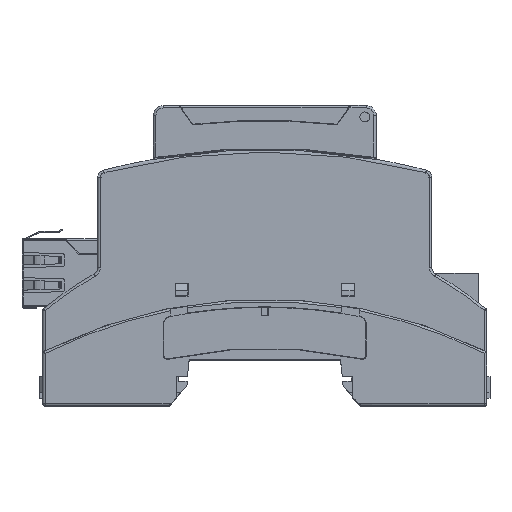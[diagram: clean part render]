
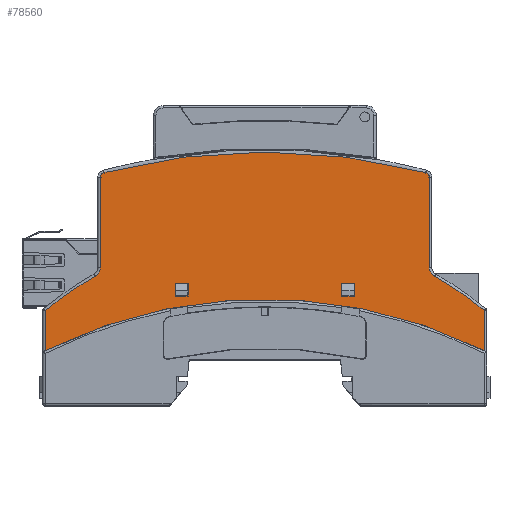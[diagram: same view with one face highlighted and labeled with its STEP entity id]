
A CAD part, top view. The second image highlights one B-rep face of the part: STEP entity #78560.
In plain terms, the highlighted face is planar.
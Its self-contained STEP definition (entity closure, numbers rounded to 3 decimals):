
#75295=CARTESIAN_POINT('',(-38.9,-42.477,-71.9));
#75296=VERTEX_POINT('',#75295);
#75297=CARTESIAN_POINT('',(-38.9,-24.257,-71.9));
#75298=VERTEX_POINT('',#75297);
#75299=CARTESIAN_POINT('',(-38.9,-42.477,-71.9));
#75300=DIRECTION('',(0.,1.,-0.));
#75301=VECTOR('',#75300,18.22);
#75302=LINE('',#75299,#75301);
#75303=EDGE_CURVE('',#75296,#75298,#75302,.T.);
#77415=CARTESIAN_POINT('',(27.6,-42.477,-71.9));
#77416=VERTEX_POINT('',#77415);
#77417=CARTESIAN_POINT('',(27.6,-24.257,-71.9));
#77418=VERTEX_POINT('',#77417);
#77419=CARTESIAN_POINT('',(27.6,-42.477,-71.9));
#77420=DIRECTION('',(0.,1.,-0.));
#77421=VECTOR('',#77420,18.22);
#77422=LINE('',#77419,#77421);
#77423=EDGE_CURVE('',#77416,#77418,#77422,.T.);
#78399=CARTESIAN_POINT('',(12.696,-40.289,-71.9));
#78400=DIRECTION('',(0.,0.,1.));
#78401=DIRECTION('',(1.,0.,0.));
#78402=AXIS2_PLACEMENT_3D('',#78399,#78400,#78401);
#78403=PLANE('',#78402);
#78404=CARTESIAN_POINT('',(-38.152,-43.445,-71.9));
#78405=VERTEX_POINT('',#78404);
#78406=CARTESIAN_POINT('',(26.852,-43.445,-71.9));
#78407=VERTEX_POINT('',#78406);
#78408=CARTESIAN_POINT('',(-5.65,81.6,-71.9));
#78409=DIRECTION('',(-0.,0.,1.));
#78410=DIRECTION('',(-0.252,-0.968,0.));
#78411=AXIS2_PLACEMENT_3D('',#78408,#78409,#78410);
#78412=CIRCLE('',#78411,129.2);
#78413=EDGE_CURVE('',#78405,#78407,#78412,.T.);
#78414=ORIENTED_EDGE('',*,*,#78413,.F.);
#78415=CARTESIAN_POINT('',(-37.9,-42.477,-71.9));
#78416=DIRECTION('',(-0.,0.,-1.));
#78417=DIRECTION('',(-0.252,-0.968,0.));
#78418=AXIS2_PLACEMENT_3D('',#78415,#78416,#78417);
#78419=CIRCLE('',#78418,1.);
#78420=EDGE_CURVE('',#78405,#75296,#78419,.T.);
#78421=ORIENTED_EDGE('',*,*,#78420,.T.);
#78422=ORIENTED_EDGE('',*,*,#75303,.T.);
#78423=CARTESIAN_POINT('',(-39.914,-22.517,-71.9));
#78424=VERTEX_POINT('',#78423);
#78425=CARTESIAN_POINT('',(-40.9,-24.257,-71.9));
#78426=DIRECTION('',(-0.,0.,-1.));
#78427=DIRECTION('',(0.493,0.87,0.));
#78428=AXIS2_PLACEMENT_3D('',#78425,#78426,#78427);
#78429=CIRCLE('',#78428,2.);
#78430=EDGE_CURVE('',#78424,#75298,#78429,.T.);
#78431=ORIENTED_EDGE('',*,*,#78430,.F.);
#78432=CARTESIAN_POINT('',(-50.,-15.56,-71.9));
#78433=VERTEX_POINT('',#78432);
#78434=CARTESIAN_POINT('',(-5.65,37.95,-71.9));
#78435=DIRECTION('',(-0.,-0.,-1.));
#78436=DIRECTION('',(-0.493,-0.87,0.));
#78437=AXIS2_PLACEMENT_3D('',#78434,#78435,#78436);
#78438=CIRCLE('',#78437,69.5);
#78439=EDGE_CURVE('',#78424,#78433,#78438,.T.);
#78440=ORIENTED_EDGE('',*,*,#78439,.T.);
#78441=CARTESIAN_POINT('',(-50.,-7.469,-71.9));
#78442=VERTEX_POINT('',#78441);
#78443=CARTESIAN_POINT('',(-50.,-15.56,-71.9));
#78444=DIRECTION('',(0.,1.,-0.));
#78445=VECTOR('',#78444,8.091);
#78446=LINE('',#78443,#78445);
#78447=EDGE_CURVE('',#78433,#78442,#78446,.T.);
#78448=ORIENTED_EDGE('',*,*,#78447,.T.);
#78449=CARTESIAN_POINT('',(38.7,-7.469,-71.9));
#78450=VERTEX_POINT('',#78449);
#78451=CARTESIAN_POINT('',(-5.65,81.6,-71.9));
#78452=DIRECTION('',(-0.,-0.,-1.));
#78453=DIRECTION('',(0.446,-0.895,0.));
#78454=AXIS2_PLACEMENT_3D('',#78451,#78452,#78453);
#78455=CIRCLE('',#78454,99.5);
#78456=EDGE_CURVE('',#78450,#78442,#78455,.T.);
#78457=ORIENTED_EDGE('',*,*,#78456,.F.);
#78458=CARTESIAN_POINT('',(38.7,-15.56,-71.9));
#78459=VERTEX_POINT('',#78458);
#78460=CARTESIAN_POINT('',(38.7,-15.56,-71.9));
#78461=DIRECTION('',(0.,1.,-0.));
#78462=VECTOR('',#78461,8.091);
#78463=LINE('',#78460,#78462);
#78464=EDGE_CURVE('',#78459,#78450,#78463,.T.);
#78465=ORIENTED_EDGE('',*,*,#78464,.F.);
#78466=CARTESIAN_POINT('',(28.614,-22.517,-71.9));
#78467=VERTEX_POINT('',#78466);
#78468=CARTESIAN_POINT('',(-5.65,37.95,-71.9));
#78469=DIRECTION('',(-0.,0.,1.));
#78470=DIRECTION('',(0.493,-0.87,0.));
#78471=AXIS2_PLACEMENT_3D('',#78468,#78469,#78470);
#78472=CIRCLE('',#78471,69.5);
#78473=EDGE_CURVE('',#78467,#78459,#78472,.T.);
#78474=ORIENTED_EDGE('',*,*,#78473,.F.);
#78475=CARTESIAN_POINT('',(29.6,-24.257,-71.9));
#78476=DIRECTION('',(0.,0.,1.));
#78477=DIRECTION('',(-0.493,0.87,0.));
#78478=AXIS2_PLACEMENT_3D('',#78475,#78476,#78477);
#78479=CIRCLE('',#78478,2.);
#78480=EDGE_CURVE('',#78467,#77418,#78479,.T.);
#78481=ORIENTED_EDGE('',*,*,#78480,.T.);
#78482=ORIENTED_EDGE('',*,*,#77423,.F.);
#78483=CARTESIAN_POINT('',(26.6,-42.477,-71.9));
#78484=DIRECTION('',(0.,-0.,-1.));
#78485=DIRECTION('',(1.,0.,0.));
#78486=AXIS2_PLACEMENT_3D('',#78483,#78484,#78485);
#78487=CIRCLE('',#78486,1.);
#78488=EDGE_CURVE('',#77416,#78407,#78487,.T.);
#78489=ORIENTED_EDGE('',*,*,#78488,.T.);
#78490=EDGE_LOOP('',(#78414,#78421,#78422,#78431,#78440,#78448,#78457,#78465,#78474,#78481,#78482,#78489));
#78491=FACE_BOUND('',#78490,.T.);
#78492=CARTESIAN_POINT('',(9.85,-21.1,-71.9));
#78493=VERTEX_POINT('',#78492);
#78494=CARTESIAN_POINT('',(9.85,-18.5,-71.9));
#78495=VERTEX_POINT('',#78494);
#78496=CARTESIAN_POINT('',(9.85,-21.1,-71.9));
#78497=DIRECTION('',(-0.,1.,-0.));
#78498=VECTOR('',#78497,2.6);
#78499=LINE('',#78496,#78498);
#78500=EDGE_CURVE('',#78493,#78495,#78499,.T.);
#78501=ORIENTED_EDGE('',*,*,#78500,.F.);
#78502=CARTESIAN_POINT('',(12.45,-21.1,-71.9));
#78503=VERTEX_POINT('',#78502);
#78504=CARTESIAN_POINT('',(12.45,-21.1,-71.9));
#78505=DIRECTION('',(-1.,-0.,0.));
#78506=VECTOR('',#78505,2.6);
#78507=LINE('',#78504,#78506);
#78508=EDGE_CURVE('',#78503,#78493,#78507,.T.);
#78509=ORIENTED_EDGE('',*,*,#78508,.F.);
#78510=CARTESIAN_POINT('',(12.45,-18.5,-71.9));
#78511=VERTEX_POINT('',#78510);
#78512=CARTESIAN_POINT('',(12.45,-18.5,-71.9));
#78513=DIRECTION('',(0.,-1.,0.));
#78514=VECTOR('',#78513,2.6);
#78515=LINE('',#78512,#78514);
#78516=EDGE_CURVE('',#78511,#78503,#78515,.T.);
#78517=ORIENTED_EDGE('',*,*,#78516,.F.);
#78518=CARTESIAN_POINT('',(9.85,-18.5,-71.9));
#78519=DIRECTION('',(1.,0.,-0.));
#78520=VECTOR('',#78519,2.6);
#78521=LINE('',#78518,#78520);
#78522=EDGE_CURVE('',#78495,#78511,#78521,.T.);
#78523=ORIENTED_EDGE('',*,*,#78522,.F.);
#78524=EDGE_LOOP('',(#78501,#78509,#78517,#78523));
#78525=FACE_BOUND('',#78524,.T.);
#78526=CARTESIAN_POINT('',(-21.15,-18.5,-71.9));
#78527=VERTEX_POINT('',#78526);
#78528=CARTESIAN_POINT('',(-23.75,-18.5,-71.9));
#78529=VERTEX_POINT('',#78528);
#78530=CARTESIAN_POINT('',(-21.15,-18.5,-71.9));
#78531=DIRECTION('',(-1.,0.,0.));
#78532=VECTOR('',#78531,2.6);
#78533=LINE('',#78530,#78532);
#78534=EDGE_CURVE('',#78527,#78529,#78533,.T.);
#78535=ORIENTED_EDGE('',*,*,#78534,.T.);
#78536=CARTESIAN_POINT('',(-23.75,-21.1,-71.9));
#78537=VERTEX_POINT('',#78536);
#78538=CARTESIAN_POINT('',(-23.75,-21.1,-71.9));
#78539=DIRECTION('',(-0.,1.,-0.));
#78540=VECTOR('',#78539,2.6);
#78541=LINE('',#78538,#78540);
#78542=EDGE_CURVE('',#78537,#78529,#78541,.T.);
#78543=ORIENTED_EDGE('',*,*,#78542,.F.);
#78544=CARTESIAN_POINT('',(-21.15,-21.1,-71.9));
#78545=VERTEX_POINT('',#78544);
#78546=CARTESIAN_POINT('',(-23.75,-21.1,-71.9));
#78547=DIRECTION('',(1.,0.,-0.));
#78548=VECTOR('',#78547,2.6);
#78549=LINE('',#78546,#78548);
#78550=EDGE_CURVE('',#78537,#78545,#78549,.T.);
#78551=ORIENTED_EDGE('',*,*,#78550,.T.);
#78552=CARTESIAN_POINT('',(-21.15,-18.5,-71.9));
#78553=DIRECTION('',(0.,-1.,0.));
#78554=VECTOR('',#78553,2.6);
#78555=LINE('',#78552,#78554);
#78556=EDGE_CURVE('',#78527,#78545,#78555,.T.);
#78557=ORIENTED_EDGE('',*,*,#78556,.F.);
#78558=EDGE_LOOP('',(#78535,#78543,#78551,#78557));
#78559=FACE_BOUND('',#78558,.T.);
#78560=ADVANCED_FACE('',(#78491,#78525,#78559),#78403,.F.);
